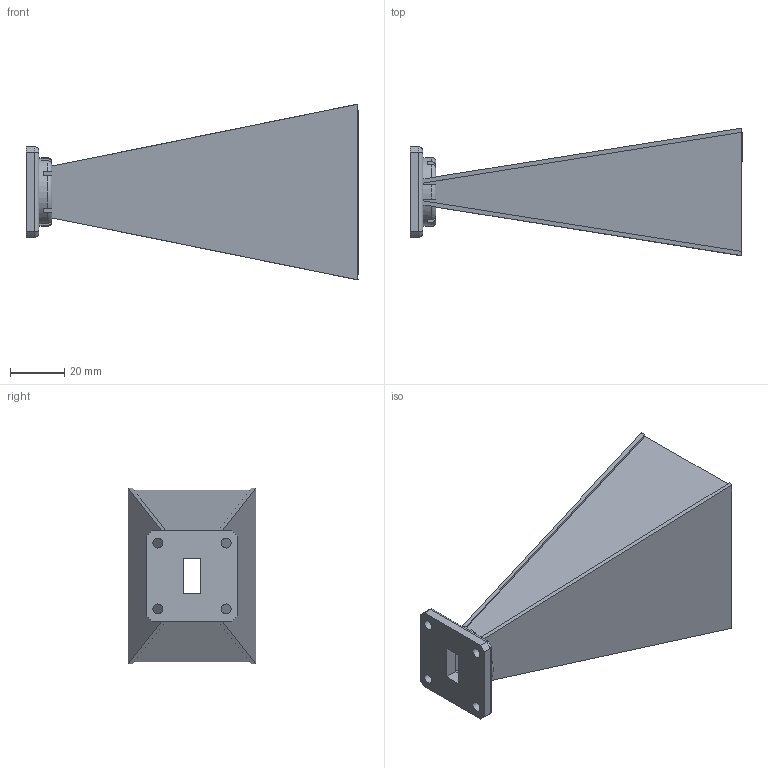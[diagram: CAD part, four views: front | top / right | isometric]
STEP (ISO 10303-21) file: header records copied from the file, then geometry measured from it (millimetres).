
FILE_DESCRIPTION (( 'STEP AP214' ), '1' );
FILE_NAME ('PE9853B-20_3D.STEP', '2021-02-11T18:17:13', ( '' ), ( '' ), 'SwSTEP 2.0', 'SolidWorks 2018', '' );
FILE_SCHEMA (( 'AUTOMOTIVE_DESIGN' ));
Length unit declared in the file: inch
Products named in the file (1): PE9853B-20_3D
Bounding box: 122.56 x 47.07 x 64.87 mm (x, y, z)
Volume: 30505.9 mm3; surface area: 35075.8 mm2
Topology: 1 solids, 1 shells, 94 faces, 258 edges, 166 vertices
Faces by surface type: plane 66, cylinder 16, torus 12
Full cylindrical faces by diameter (mm): 3.658 x4
Entity records: 3204 total; most frequent: CARTESIAN_POINT 797, ORIENTED_EDGE 508, DIRECTION 460, EDGE_CURVE 254, LINE 182, VECTOR 182, VERTEX_POINT 166, AXIS2_PLACEMENT_3D 139
